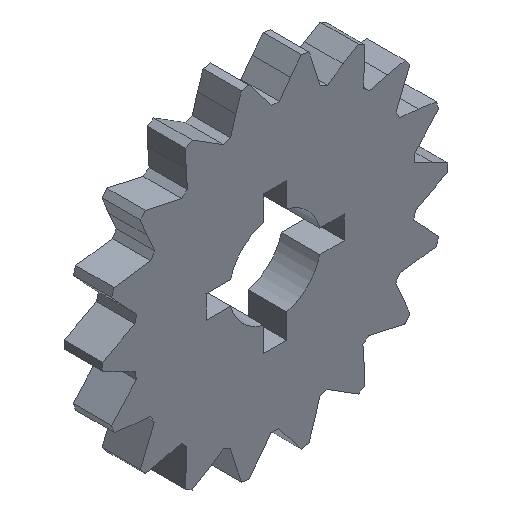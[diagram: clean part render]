
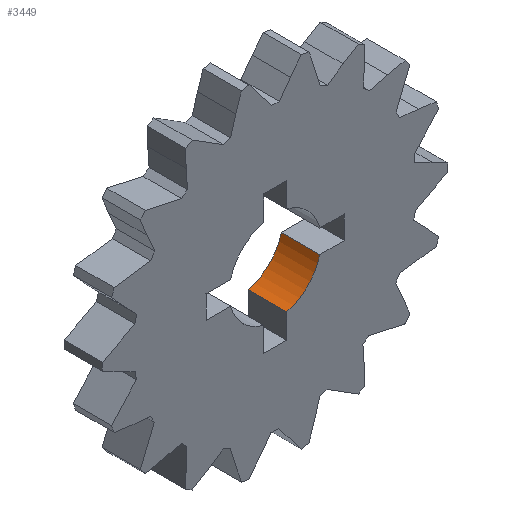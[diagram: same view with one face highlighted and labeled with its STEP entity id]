
A CAD part, isometric view. The second image highlights one B-rep face of the part: STEP entity #3449.
In plain terms, the highlighted cylindrical face has radius 6 mm (diameter 12 mm), a partial arc.
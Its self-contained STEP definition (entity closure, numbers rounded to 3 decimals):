
#318=CARTESIAN_POINT('',(0.,0.,0.));
#319=DIRECTION('',(0.,-1.,0.));
#320=DIRECTION('',(0.25,0.,-0.968));
#321=AXIS2_PLACEMENT_3D('',#318,#319,#320);
#703=CARTESIAN_POINT('',(0.,5.,0.));
#704=DIRECTION('',(0.,-1.,0.));
#705=DIRECTION('',(0.25,0.,-0.968));
#706=AXIS2_PLACEMENT_3D('',#703,#704,#705);
#1253=DIRECTION('',(0.,1.,0.));
#1254=VECTOR('',#1253,5.);
#1255=CARTESIAN_POINT('',(5.809,0.,-1.5));
#1256=LINE('',#1255,#1254);
#1257=DIRECTION('',(0.,1.,0.));
#1258=VECTOR('',#1257,5.);
#1259=CARTESIAN_POINT('',(1.5,0.,-5.809));
#1260=LINE('',#1259,#1258);
#1659=CARTESIAN_POINT('',(5.809,0.,-1.5));
#1660=VERTEX_POINT('',#1659);
#1661=CARTESIAN_POINT('',(1.5,0.,-5.809));
#1663=VERTEX_POINT('',#1661);
#1691=CARTESIAN_POINT('',(5.809,5.,-1.5));
#1692=VERTEX_POINT('',#1691);
#1693=CARTESIAN_POINT('',(1.5,5.,-5.809));
#1695=VERTEX_POINT('',#1693);
#3437=CARTESIAN_POINT('',(0.,0.,0.));
#3438=DIRECTION('',(0.,1.,0.));
#3439=DIRECTION('',(1.,0.,0.));
#3440=AXIS2_PLACEMENT_3D('',#3437,#3438,#3439);
#3441=CYLINDRICAL_SURFACE('',#3440,6.);
#3442=ORIENTED_EDGE('',*,*,#3430,.F.);
#3443=ORIENTED_EDGE('',*,*,#1906,.F.);
#3445=ORIENTED_EDGE('',*,*,#3444,.T.);
#3446=ORIENTED_EDGE('',*,*,#2172,.T.);
#3447=EDGE_LOOP('',(#3442,#3443,#3445,#3446));
#3448=FACE_OUTER_BOUND('',#3447,.F.);
#3449=ADVANCED_FACE('',(#3448),#3441,.F.);
#322=CIRCLE('',#321,6.);
#707=CIRCLE('',#706,6.);
#1906=EDGE_CURVE('',#1663,#1660,#322,.T.);
#2172=EDGE_CURVE('',#1695,#1692,#707,.T.);
#3430=EDGE_CURVE('',#1660,#1692,#1256,.T.);
#3444=EDGE_CURVE('',#1663,#1695,#1260,.T.);
